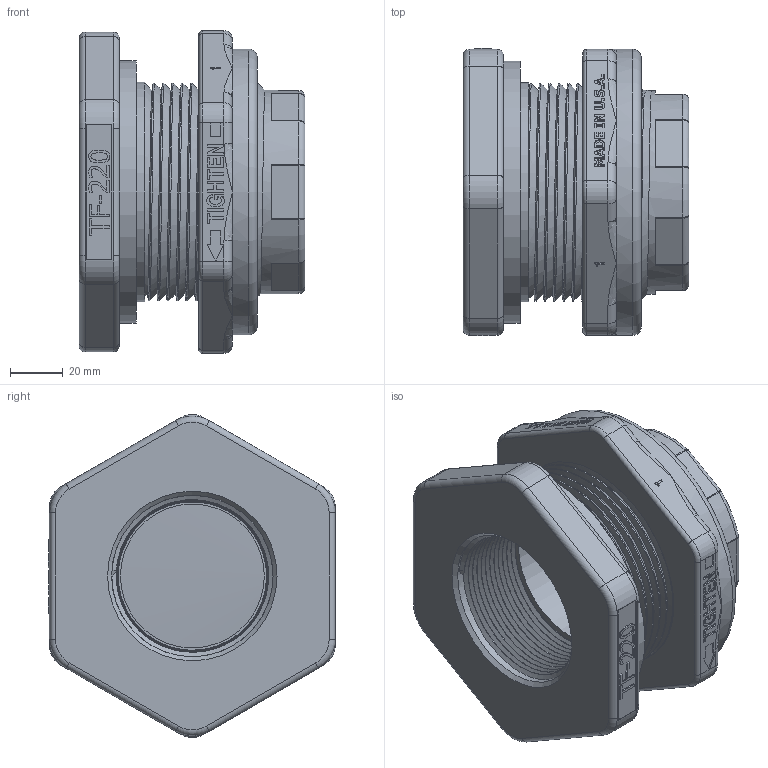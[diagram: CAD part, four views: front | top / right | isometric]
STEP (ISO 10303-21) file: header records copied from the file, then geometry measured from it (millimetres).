
FILE_DESCRIPTION(/* description */ ('2" POLY BULKHEAD FTNG-FKM'),/* implementation_level */ '2;1');
FILE_NAME(/* name */ 'TF220V.stp',/* time_stamp */ '2020-08-14T08:57:54-04:00',/* author */ ('MJC'),/* organization */ (''),/* preprocessor_version */ 'ST-DEVELOPER v17.2',/* originating_system */ 'Autodesk Inventor 2019',/* authorisation */ '');
FILE_SCHEMA (('AUTOMOTIVE_DESIGN { 1 0 10303 214 3 1 1 }'));
Length unit declared in the file: inch
Products named in the file (5): TF220V; TF221; TF223; TF223X; TF220GV
Assembly tree (4 placements, depth 3):
  TF220V
    TF221
    TF223
      TF223X
    TF220GV
Bounding box: 85.34 x 108.71 x 121.95 mm (x, y, z)
Volume: 381493.8 mm3; surface area: 107436.6 mm2
Topology: 3 solids, 3 shells, 898 faces, 2392 edges, 1544 vertices
Faces by surface type: plane 507, bspline 222, cylinder 106, cone 32, torus 31
Full cylindrical faces by diameter (mm): 54.356 x1, 76.962 x13, 77.648 x4, 82.042 x1, 82.169 x11, 82.55 x6, 82.804 x1, 99.06 x1, 107.95 x1
Entity records: 39936 total; most frequent: CARTESIAN_POINT 19164, ORIENTED_EDGE 4736, DIRECTION 3379, EDGE_CURVE 2368, LINE 1561, VECTOR 1561, VERTEX_POINT 1544, EDGE_LOOP 972
